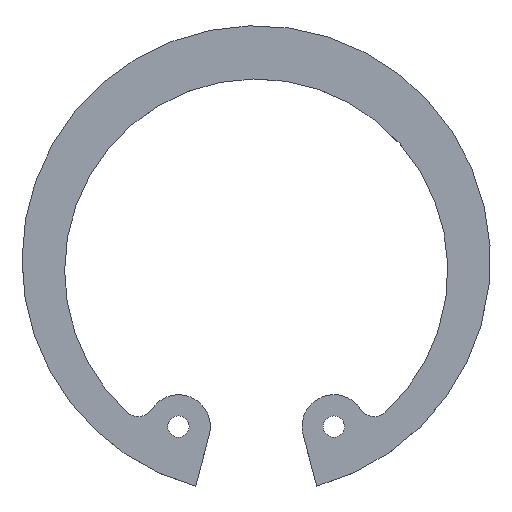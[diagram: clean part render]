
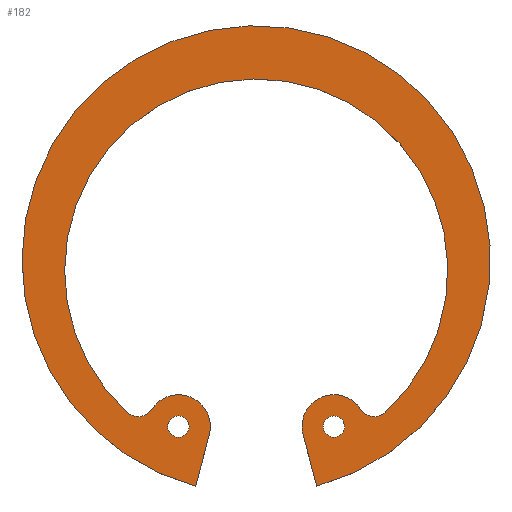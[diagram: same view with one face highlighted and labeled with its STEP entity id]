
A CAD part, top view. The second image highlights one B-rep face of the part: STEP entity #182.
In plain terms, the highlighted planar face has unit normal (0, 0, 1).
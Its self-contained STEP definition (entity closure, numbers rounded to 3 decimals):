
#47=CARTESIAN_POINT('',(-4.48,-9.608,1.0));
#48=DIRECTION('',(0.0,0.0,1.0));
#49=DIRECTION('',(1.0,0.0,-0.0));
#50=AXIS2_PLACEMENT_3D('',#47,#48,#49);
#51=PLANE('',#50);
#52=CARTESIAN_POINT('',(3.867,-9.608,1.0));
#53=VERTEX_POINT('',#52);
#54=CARTESIAN_POINT('',(4.48,-9.608,1.0));
#55=DIRECTION('',(0.0,0.0,-1.0));
#56=DIRECTION('',(-1.0,0.0,0.0));
#57=AXIS2_PLACEMENT_3D('',#54,#55,#56);
#58=CIRCLE('',#57,0.614);
#59=EDGE_CURVE('',#53,#53,#58,.T.);
#60=ORIENTED_EDGE('',*,*,#59,.T.);
#61=EDGE_LOOP('',(#60));
#62=FACE_BOUND('',#61,.T.);
#63=CARTESIAN_POINT('',(-2.702,-10.085,1.0));
#64=VERTEX_POINT('',#63);
#65=CARTESIAN_POINT('',(-6.027,-8.61,1.0));
#66=VERTEX_POINT('',#65);
#67=CARTESIAN_POINT('',(-4.48,-9.608,1.0));
#68=DIRECTION('',(0.0,0.0,1.0));
#69=DIRECTION('',(1.0,0.0,-0.0));
#70=AXIS2_PLACEMENT_3D('',#67,#68,#69);
#71=CIRCLE('',#70,1.841);
#72=EDGE_CURVE('',#64,#66,#71,.T.);
#73=ORIENTED_EDGE('',*,*,#72,.T.);
#74=CARTESIAN_POINT('',(-7.423,-8.793,1.0));
#75=VERTEX_POINT('',#74);
#76=CARTESIAN_POINT('',(-6.803,-8.109,1.0));
#77=DIRECTION('',(0.0,0.0,1.0));
#78=DIRECTION('',(1.0,0.0,-0.0));
#79=AXIS2_PLACEMENT_3D('',#76,#77,#78);
#80=CIRCLE('',#79,0.923);
#81=EDGE_CURVE('',#75,#66,#80,.T.);
#82=ORIENTED_EDGE('',*,*,#81,.F.);
#83=CARTESIAN_POINT('',(-11.045,-0.614,1.0));
#84=VERTEX_POINT('',#83);
#85=CARTESIAN_POINT('',(0.,-0.614,1.0));
#86=DIRECTION('',(0.0,0.0,1.0));
#87=DIRECTION('',(1.0,0.0,-0.0));
#88=AXIS2_PLACEMENT_3D('',#85,#86,#87);
#89=CIRCLE('',#88,11.045);
#90=EDGE_CURVE('',#84,#75,#89,.T.);
#91=ORIENTED_EDGE('',*,*,#90,.F.);
#92=CARTESIAN_POINT('',(7.423,-8.793,1.0));
#93=VERTEX_POINT('',#92);
#94=CARTESIAN_POINT('',(0.,-0.614,1.0));
#95=DIRECTION('',(0.0,0.0,1.0));
#96=DIRECTION('',(1.0,0.0,-0.0));
#97=AXIS2_PLACEMENT_3D('',#94,#95,#96);
#98=CIRCLE('',#97,11.045);
#99=EDGE_CURVE('',#93,#84,#98,.T.);
#100=ORIENTED_EDGE('',*,*,#99,.F.);
#101=CARTESIAN_POINT('',(6.027,-8.61,1.0));
#102=VERTEX_POINT('',#101);
#103=CARTESIAN_POINT('',(6.803,-8.109,1.0));
#104=DIRECTION('',(0.0,0.0,-1.0));
#105=DIRECTION('',(-1.0,0.0,0.0));
#106=AXIS2_PLACEMENT_3D('',#103,#104,#105);
#107=CIRCLE('',#106,0.923);
#108=EDGE_CURVE('',#93,#102,#107,.T.);
#109=ORIENTED_EDGE('',*,*,#108,.T.);
#110=CARTESIAN_POINT('',(2.639,-9.608,1.0));
#111=VERTEX_POINT('',#110);
#112=CARTESIAN_POINT('',(4.48,-9.608,1.0));
#113=DIRECTION('',(0.0,0.0,-1.0));
#114=DIRECTION('',(-1.0,0.0,0.0));
#115=AXIS2_PLACEMENT_3D('',#112,#113,#114);
#116=CIRCLE('',#115,1.841);
#117=EDGE_CURVE('',#111,#102,#116,.T.);
#118=ORIENTED_EDGE('',*,*,#117,.F.);
#119=CARTESIAN_POINT('',(2.702,-10.085,1.0));
#120=VERTEX_POINT('',#119);
#121=CARTESIAN_POINT('',(4.48,-9.608,1.0));
#122=DIRECTION('',(0.0,0.0,-1.0));
#123=DIRECTION('',(-1.0,0.0,0.0));
#124=AXIS2_PLACEMENT_3D('',#121,#122,#123);
#125=CIRCLE('',#124,1.841);
#126=EDGE_CURVE('',#120,#111,#125,.T.);
#127=ORIENTED_EDGE('',*,*,#126,.F.);
#128=CARTESIAN_POINT('',(3.494,-13.04,1.0));
#129=VERTEX_POINT('',#128);
#130=CARTESIAN_POINT('',(3.494,-13.04,1.0));
#131=DIRECTION('',(-0.259,0.966,0.0));
#132=VECTOR('',#131,3.06);
#133=LINE('',#130,#132);
#134=EDGE_CURVE('',#129,#120,#133,.T.);
#135=ORIENTED_EDGE('',*,*,#134,.F.);
#136=CARTESIAN_POINT('',(-13.5,0.,1.0));
#137=VERTEX_POINT('',#136);
#138=CARTESIAN_POINT('',(0.0,0.0,1.0));
#139=DIRECTION('',(0.0,0.0,1.0));
#140=DIRECTION('',(1.0,0.0,-0.0));
#141=AXIS2_PLACEMENT_3D('',#138,#139,#140);
#142=CIRCLE('',#141,13.5);
#143=EDGE_CURVE('',#129,#137,#142,.T.);
#144=ORIENTED_EDGE('',*,*,#143,.T.);
#145=CARTESIAN_POINT('',(-3.494,-13.04,1.0));
#146=VERTEX_POINT('',#145);
#147=CARTESIAN_POINT('',(0.0,0.0,1.0));
#148=DIRECTION('',(0.0,0.0,1.0));
#149=DIRECTION('',(1.0,0.0,-0.0));
#150=AXIS2_PLACEMENT_3D('',#147,#148,#149);
#151=CIRCLE('',#150,13.5);
#152=EDGE_CURVE('',#137,#146,#151,.T.);
#153=ORIENTED_EDGE('',*,*,#152,.T.);
#154=CARTESIAN_POINT('',(-3.494,-13.04,1.0));
#155=DIRECTION('',(0.259,0.966,0.0));
#156=VECTOR('',#155,3.06);
#157=LINE('',#154,#156);
#158=EDGE_CURVE('',#146,#64,#157,.T.);
#159=ORIENTED_EDGE('',*,*,#158,.T.);
#160=EDGE_LOOP('',(#73,#82,#91,#100,#109,#118,#127,#135,#144,#153,#159));
#161=FACE_BOUND('',#160,.T.);
#162=CARTESIAN_POINT('',(-5.094,-9.608,1.0));
#163=VERTEX_POINT('',#162);
#164=CARTESIAN_POINT('',(-3.867,-9.608,1.0));
#165=VERTEX_POINT('',#164);
#166=CARTESIAN_POINT('',(-4.48,-9.608,1.0));
#167=DIRECTION('',(0.0,0.0,1.0));
#168=DIRECTION('',(1.0,0.0,-0.0));
#169=AXIS2_PLACEMENT_3D('',#166,#167,#168);
#170=CIRCLE('',#169,0.614);
#171=EDGE_CURVE('',#163,#165,#170,.T.);
#172=ORIENTED_EDGE('',*,*,#171,.F.);
#173=CARTESIAN_POINT('',(-4.48,-9.608,1.0));
#174=DIRECTION('',(0.0,0.0,1.0));
#175=DIRECTION('',(1.0,0.0,-0.0));
#176=AXIS2_PLACEMENT_3D('',#173,#174,#175);
#177=CIRCLE('',#176,0.614);
#178=EDGE_CURVE('',#165,#163,#177,.T.);
#179=ORIENTED_EDGE('',*,*,#178,.F.);
#180=EDGE_LOOP('',(#172,#179));
#181=FACE_BOUND('',#180,.T.);
#182=ADVANCED_FACE('',(#62,#161,#181),#51,.T.);
